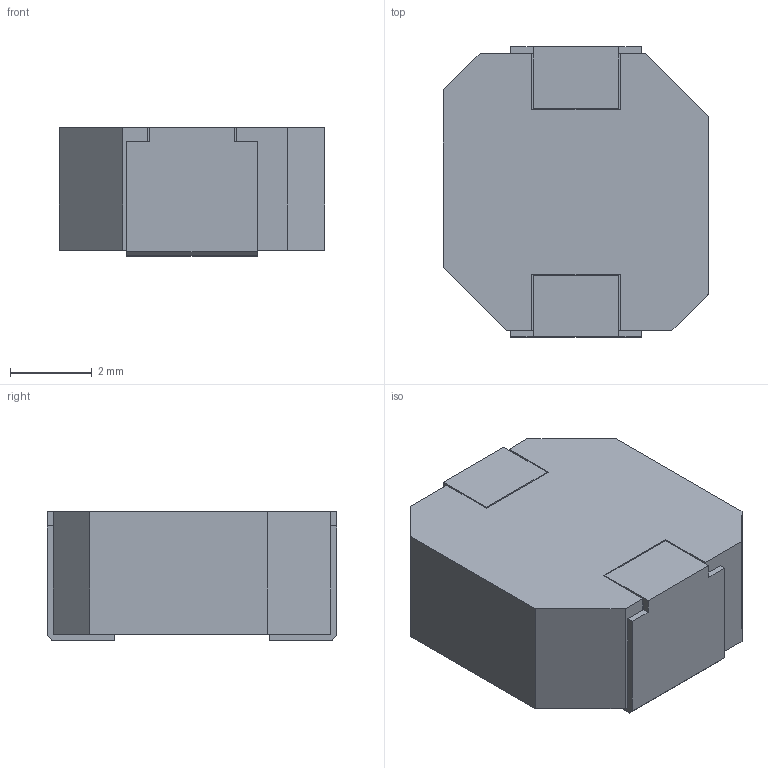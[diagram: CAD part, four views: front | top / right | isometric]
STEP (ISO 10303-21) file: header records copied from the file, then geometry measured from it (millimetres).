
FILE_DESCRIPTION(/* description */ ('STEP AP214'),/* implementation_level */ '2;1');
FILE_NAME(/* name */ 'TDK - SPM6530.step',/* time_stamp */ '2024-11-08T12:47:33Z',/* author */ (''),/* organization */ (''),/* preprocessor_version */ 'ST-DEVELOPER v20',/* originating_system */ 'Autodesk Translation Framework v13.20.0.188',/* authorisation */ '');
FILE_SCHEMA (('AUTOMOTIVE_DESIGN { 1 0 10303 214 3 1 1 }'));
Length unit declared in the file: millimetre
Products named in the file (1): CAD_SPM6530
Bounding box: 6.5 x 7.1 x 3.15 mm (x, y, z)
Volume: 125.7 mm3; surface area: 177.1 mm2
Topology: 1 solids, 1 shells, 50 faces, 140 edges, 92 vertices
Faces by surface type: plane 50
Entity records: 1645 total; most frequent: CARTESIAN_POINT 283, ORIENTED_EDGE 280, DIRECTION 242, LINE 140, VECTOR 140, EDGE_CURVE 140, VERTEX_POINT 92, AXIS2_PLACEMENT_3D 51
